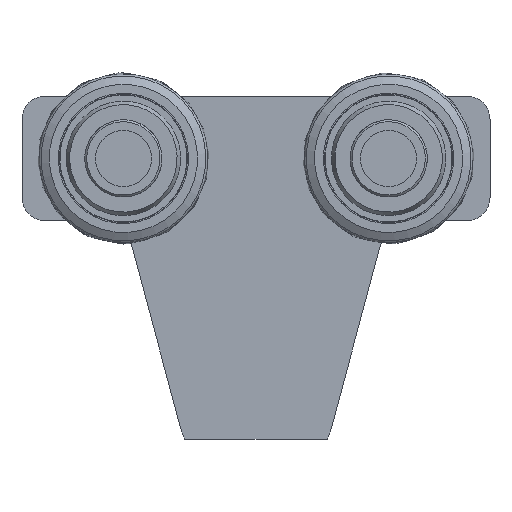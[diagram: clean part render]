
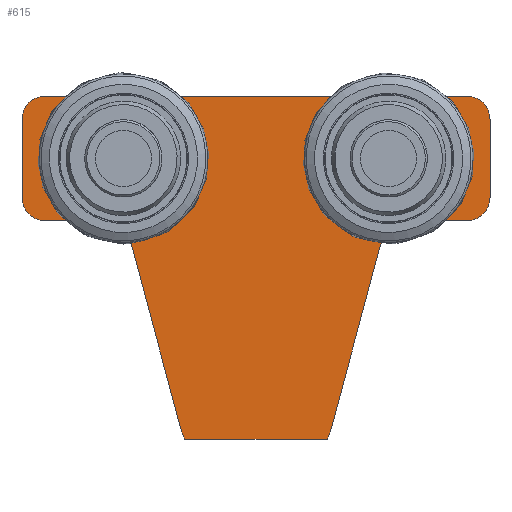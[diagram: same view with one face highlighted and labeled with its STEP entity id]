
A CAD part, front view. The second image highlights one B-rep face of the part: STEP entity #615.
In plain terms, the highlighted face is planar.
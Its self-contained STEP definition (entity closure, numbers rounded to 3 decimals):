
#615=ADVANCED_FACE('',(#1057,#1058,#1059),#1060,.T.);
#1057=FACE_OUTER_BOUND('',#1469,.T.);
#1058=FACE_BOUND('',#1470,.T.);
#1059=FACE_BOUND('',#1471,.T.);
#1060=PLANE('',#1472);
#1469=EDGE_LOOP('',(#1995,#1996,#1997,#1998,#1999,#2000,#2001,#2002,#2003,#2004,#2005,#2006,#2007,#2008,#2009,#2010));
#1470=EDGE_LOOP('',(#2011));
#1471=EDGE_LOOP('',(#2012));
#1472=AXIS2_PLACEMENT_3D('',#2013,#2014,#2015);
#1995=ORIENTED_EDGE('',*,*,#2316,.F.);
#1996=ORIENTED_EDGE('',*,*,#2218,.T.);
#1997=ORIENTED_EDGE('',*,*,#2205,.T.);
#1998=ORIENTED_EDGE('',*,*,#2333,.T.);
#1999=ORIENTED_EDGE('',*,*,#2244,.T.);
#2000=ORIENTED_EDGE('',*,*,#2264,.T.);
#2001=ORIENTED_EDGE('',*,*,#2338,.T.);
#2002=ORIENTED_EDGE('',*,*,#2339,.T.);
#2003=ORIENTED_EDGE('',*,*,#2224,.T.);
#2004=ORIENTED_EDGE('',*,*,#2313,.T.);
#2005=ORIENTED_EDGE('',*,*,#2259,.T.);
#2006=ORIENTED_EDGE('',*,*,#2215,.T.);
#2007=ORIENTED_EDGE('',*,*,#2325,.T.);
#2008=ORIENTED_EDGE('',*,*,#2167,.T.);
#2009=ORIENTED_EDGE('',*,*,#2291,.T.);
#2010=ORIENTED_EDGE('',*,*,#2210,.T.);
#2011=ORIENTED_EDGE('',*,*,#2254,.F.);
#2012=ORIENTED_EDGE('',*,*,#2272,.F.);
#2013=CARTESIAN_POINT('',(20.62,29.,2.25));
#2014=DIRECTION('',(0.,0.,1.));
#2015=DIRECTION('',(1.,0.,0.));
#2167=EDGE_CURVE('',#2380,#2378,#2381,.T.);
#2205=EDGE_CURVE('',#2443,#2441,#2444,.T.);
#2210=EDGE_CURVE('',#2452,#2450,#2453,.T.);
#2215=EDGE_CURVE('',#2461,#2459,#2462,.T.);
#2218=EDGE_CURVE('',#2465,#2443,#2466,.T.);
#2224=EDGE_CURVE('',#2476,#2474,#2477,.T.);
#2244=EDGE_CURVE('',#2510,#2508,#2511,.T.);
#2254=EDGE_CURVE('',#2526,#2526,#2527,.T.);
#2259=EDGE_CURVE('',#2534,#2461,#2535,.T.);
#2264=EDGE_CURVE('',#2508,#2540,#2542,.T.);
#2272=EDGE_CURVE('',#2554,#2554,#2555,.T.);
#2291=EDGE_CURVE('',#2378,#2452,#2580,.T.);
#2313=EDGE_CURVE('',#2474,#2534,#2610,.T.);
#2316=EDGE_CURVE('',#2465,#2450,#2613,.T.);
#2325=EDGE_CURVE('',#2459,#2380,#2626,.T.);
#2333=EDGE_CURVE('',#2441,#2510,#2637,.T.);
#2338=EDGE_CURVE('',#2540,#2643,#2644,.T.);
#2339=EDGE_CURVE('',#2643,#2476,#2645,.T.);
#2378=VERTEX_POINT('',#2689);
#2380=VERTEX_POINT('',#2692);
#2381=CIRCLE('',#2693,5.);
#2441=VERTEX_POINT('',#2755);
#2443=VERTEX_POINT('',#2758);
#2444=LINE('',#2759,#2760);
#2450=VERTEX_POINT('',#2767);
#2452=VERTEX_POINT('',#2770);
#2453=CIRCLE('',#2771,10.);
#2459=VERTEX_POINT('',#2778);
#2461=VERTEX_POINT('',#2781);
#2462=CIRCLE('',#2782,3.);
#2465=VERTEX_POINT('',#2786);
#2466=CIRCLE('',#2787,10.);
#2474=VERTEX_POINT('',#2797);
#2476=VERTEX_POINT('',#2800);
#2477=LINE('',#2801,#2802);
#2508=VERTEX_POINT('',#2835);
#2510=VERTEX_POINT('',#2838);
#2511=LINE('',#2839,#2840);
#2526=VERTEX_POINT('',#2856);
#2527=CIRCLE('',#2857,3.1);
#2534=VERTEX_POINT('',#2865);
#2535=LINE('',#2866,#2867);
#2540=VERTEX_POINT('',#2873);
#2542=CIRCLE('',#2876,3.);
#2554=VERTEX_POINT('',#2888);
#2555=CIRCLE('',#2889,3.1);
#2580=LINE('',#2918,#2919);
#2610=CIRCLE('',#2949,3.);
#2613=LINE('',#2952,#2953);
#2626=LINE('',#2966,#2967);
#2637=CIRCLE('',#2978,5.);
#2643=VERTEX_POINT('',#2984);
#2644=LINE('',#2985,#2986);
#2645=CIRCLE('',#2987,3.);
#2689=CARTESIAN_POINT('',(-15.791,30.294,2.25));
#2692=CARTESIAN_POINT('',(-20.62,34.,2.25));
#2693=AXIS2_PLACEMENT_3D('',#3033,#3034,#3035);
#2755=CARTESIAN_POINT('',(15.791,30.294,2.25));
#2758=CARTESIAN_POINT('',(9.659,7.412,2.25));
#2759=CARTESIAN_POINT('',(15.791,30.294,2.25));
#2760=VECTOR('',#3102,1.);
#2767=CARTESIAN_POINT('',(-9.165,6.,2.25));
#2770=CARTESIAN_POINT('',(-9.659,7.412,2.25));
#2771=AXIS2_PLACEMENT_3D('',#3108,#3109,#3110);
#2778=CARTESIAN_POINT('',(-27.,34.,2.25));
#2781=CARTESIAN_POINT('',(-30.,37.,2.25));
#2782=AXIS2_PLACEMENT_3D('',#3116,#3117,#3118);
#2786=CARTESIAN_POINT('',(9.165,6.,2.25));
#2787=AXIS2_PLACEMENT_3D('',#3120,#3121,#3122);
#2797=CARTESIAN_POINT('',(-27.,50.,2.25));
#2800=CARTESIAN_POINT('',(27.,50.,2.25));
#2801=CARTESIAN_POINT('',(-27.,50.,2.25));
#2802=VECTOR('',#3129,1.);
#2835=CARTESIAN_POINT('',(27.,34.,2.25));
#2838=CARTESIAN_POINT('',(20.62,34.,2.25));
#2839=CARTESIAN_POINT('',(27.,34.,2.25));
#2840=VECTOR('',#3163,1.);
#2856=CARTESIAN_POINT('',(20.1,42.,2.25));
#2857=AXIS2_PLACEMENT_3D('',#3180,#3181,#3182);
#2865=CARTESIAN_POINT('',(-30.,47.,2.25));
#2866=CARTESIAN_POINT('',(-30.,47.,2.25));
#2867=VECTOR('',#3187,1.);
#2873=CARTESIAN_POINT('',(30.,37.,2.25));
#2876=AXIS2_PLACEMENT_3D('',#3193,#3194,#3195);
#2888=CARTESIAN_POINT('',(-20.1,42.,2.25));
#2889=AXIS2_PLACEMENT_3D('',#3208,#3209,#3210);
#2918=CARTESIAN_POINT('',(-15.791,30.294,2.25));
#2919=VECTOR('',#3239,1.);
#2949=AXIS2_PLACEMENT_3D('',#3264,#3265,#3266);
#2952=CARTESIAN_POINT('',(-30.,6.,2.25));
#2953=VECTOR('',#3267,1.);
#2966=CARTESIAN_POINT('',(-27.,34.,2.25));
#2967=VECTOR('',#3280,1.);
#2978=AXIS2_PLACEMENT_3D('',#3290,#3291,#3292);
#2984=CARTESIAN_POINT('',(30.,47.,2.25));
#2985=CARTESIAN_POINT('',(30.,47.,2.25));
#2986=VECTOR('',#3296,1.);
#2987=AXIS2_PLACEMENT_3D('',#3297,#3298,#3299);
#3033=CARTESIAN_POINT('',(-20.62,29.,2.25));
#3034=DIRECTION('',(0.,0.,-1.));
#3035=DIRECTION('',(-1.,0.,0.));
#3102=DIRECTION('',(0.259,0.966,0.));
#3108=CARTESIAN_POINT('',(0.,10.,2.25));
#3109=DIRECTION('',(0.,0.,1.));
#3110=DIRECTION('',(1.,0.,0.));
#3116=CARTESIAN_POINT('',(-27.,37.,2.25));
#3117=DIRECTION('',(0.,0.,1.));
#3118=DIRECTION('',(1.,0.,0.));
#3120=CARTESIAN_POINT('',(0.,10.,2.25));
#3121=DIRECTION('',(0.,0.,1.));
#3122=DIRECTION('',(1.,0.,0.));
#3129=DIRECTION('',(-1.,0.,0.));
#3163=DIRECTION('',(1.,0.,0.));
#3180=CARTESIAN_POINT('',(17.,42.,2.25));
#3181=DIRECTION('',(0.,0.,1.));
#3182=DIRECTION('',(1.,0.,0.));
#3187=DIRECTION('',(0.,-1.,0.));
#3193=CARTESIAN_POINT('',(27.,37.,2.25));
#3194=DIRECTION('',(0.,0.,1.));
#3195=DIRECTION('',(-1.,0.,0.));
#3208=CARTESIAN_POINT('',(-17.,42.,2.25));
#3209=DIRECTION('',(0.,0.,1.));
#3210=DIRECTION('',(-1.,0.,0.));
#3239=DIRECTION('',(0.259,-0.966,0.));
#3264=CARTESIAN_POINT('',(-27.,47.,2.25));
#3265=DIRECTION('',(0.,0.,1.));
#3266=DIRECTION('',(-1.,0.,0.));
#3267=DIRECTION('',(-1.,0.,0.));
#3280=DIRECTION('',(1.,0.,0.));
#3290=CARTESIAN_POINT('',(20.62,29.,2.25));
#3291=DIRECTION('',(0.,0.,-1.));
#3292=DIRECTION('',(1.,0.,0.));
#3296=DIRECTION('',(0.,1.,0.));
#3297=CARTESIAN_POINT('',(27.,47.,2.25));
#3298=DIRECTION('',(0.,0.,1.));
#3299=DIRECTION('',(-1.,0.,0.));
